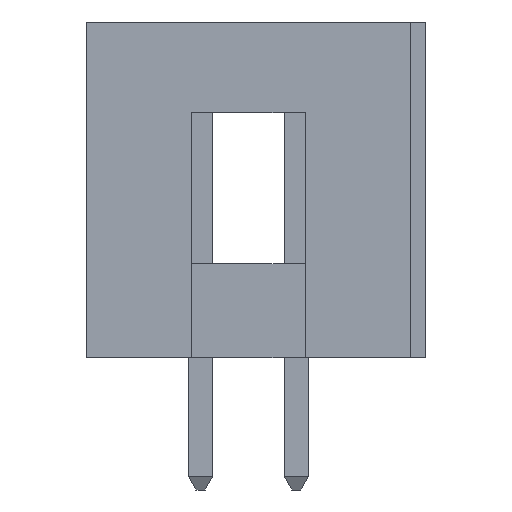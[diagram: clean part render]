
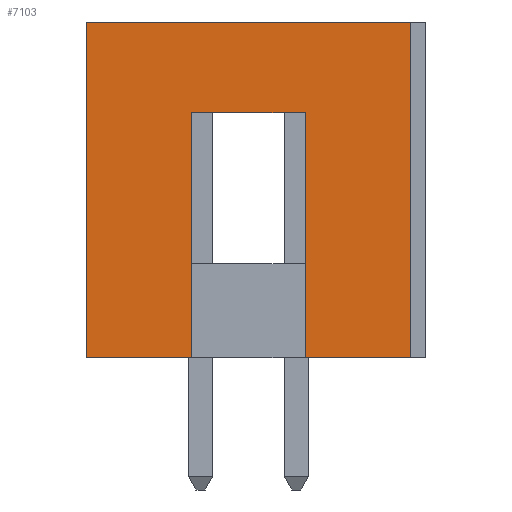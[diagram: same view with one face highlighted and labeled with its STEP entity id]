
A CAD part, left-side view. The second image highlights one B-rep face of the part: STEP entity #7103.
In plain terms, the highlighted planar face has unit normal (-1, 0, 0).
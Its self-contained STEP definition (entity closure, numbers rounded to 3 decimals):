
#9 = EDGE_CURVE ( 'NONE', #211, #10593, #5357, .T. ) ;
#211 = VERTEX_POINT ( 'NONE', #7502 ) ;
#488 = DIRECTION ( 'NONE',  ( -1., 0., 0. ) ) ;
#727 = CARTESIAN_POINT ( 'NONE',  ( 0., 0., 8.9 ) ) ;
#787 = DIRECTION ( 'NONE',  ( 0., 1., 0. ) ) ;
#867 = VECTOR ( 'NONE', #787, 1000. ) ;
#879 = EDGE_CURVE ( 'NONE', #10593, #7414, #5611, .T. ) ;
#1046 = EDGE_CURVE ( 'NONE', #6541, #5929, #4169, .T. ) ;
#1576 = CARTESIAN_POINT ( 'NONE',  ( 0., 2.8, 6.5 ) ) ;
#1608 = DIRECTION ( 'NONE',  ( 0., 1., 0. ) ) ;
#2102 = VERTEX_POINT ( 'NONE', #7374 ) ;
#2131 = CARTESIAN_POINT ( 'NONE',  ( 0., 2.8, 6.5 ) ) ;
#2422 = VERTEX_POINT ( 'NONE', #4307 ) ;
#2496 = EDGE_CURVE ( 'NONE', #6541, #7414, #8890, .T. ) ;
#2522 = ORIENTED_EDGE ( 'NONE', *, *, #9648, .T. ) ;
#2592 = CARTESIAN_POINT ( 'NONE',  ( 0., 0., 8.9 ) ) ;
#2884 = EDGE_LOOP ( 'NONE', ( #11373, #3993, #9203, #2522, #5256, #10327, #8869, #6823 ) ) ;
#2896 = AXIS2_PLACEMENT_3D ( 'NONE', #5823, #488, #6732 ) ;
#2977 = VECTOR ( 'NONE', #7973, 1000. ) ;
#2989 = DIRECTION ( 'NONE',  ( 0., 0., -1. ) ) ;
#3341 = EDGE_CURVE ( 'NONE', #5929, #2422, #9693, .T. ) ;
#3889 = CARTESIAN_POINT ( 'NONE',  ( 0., 5.8, 6.5 ) ) ;
#3993 = ORIENTED_EDGE ( 'NONE', *, *, #879, .F. ) ;
#4026 = PLANE ( 'NONE',  #2896 ) ;
#4077 = VECTOR ( 'NONE', #2989, 1000. ) ;
#4169 = LINE ( 'NONE', #2131, #6559 ) ;
#4307 = CARTESIAN_POINT ( 'NONE',  ( 0., 5.8, 0. ) ) ;
#4478 = LINE ( 'NONE', #5281, #9250 ) ;
#4522 = CARTESIAN_POINT ( 'NONE',  ( 0., 2.8, 0. ) ) ;
#4557 = DIRECTION ( 'NONE',  ( 0., 1., 0. ) ) ;
#4607 = EDGE_CURVE ( 'NONE', #2102, #10062, #4478, .T. ) ;
#5009 = LINE ( 'NONE', #727, #9785 ) ;
#5256 = ORIENTED_EDGE ( 'NONE', *, *, #4607, .T. ) ;
#5281 = CARTESIAN_POINT ( 'NONE',  ( 0., 8.6, 8.9 ) ) ;
#5325 = DIRECTION ( 'NONE',  ( 0., 0., -1. ) ) ;
#5357 = LINE ( 'NONE', #2592, #2977 ) ;
#5611 = LINE ( 'NONE', #11478, #867 ) ;
#5823 = CARTESIAN_POINT ( 'NONE',  ( 0., 0., 8.9 ) ) ;
#5929 = VERTEX_POINT ( 'NONE', #8044 ) ;
#6182 = EDGE_CURVE ( 'NONE', #2422, #10062, #8314, .T. ) ;
#6541 = VERTEX_POINT ( 'NONE', #1576 ) ;
#6559 = VECTOR ( 'NONE', #9303, 1000. ) ;
#6732 = DIRECTION ( 'NONE',  ( 0., 0., 1. ) ) ;
#6817 = CARTESIAN_POINT ( 'NONE',  ( 0., 8.6, 0. ) ) ;
#6823 = ORIENTED_EDGE ( 'NONE', *, *, #1046, .F. ) ;
#7103 = ADVANCED_FACE ( 'NONE', ( #8913 ), #4026, .T. ) ;
#7374 = CARTESIAN_POINT ( 'NONE',  ( 0., 8.6, 8.9 ) ) ;
#7414 = VERTEX_POINT ( 'NONE', #4522 ) ;
#7502 = CARTESIAN_POINT ( 'NONE',  ( 0., 0., 8.9 ) ) ;
#7973 = DIRECTION ( 'NONE',  ( 0., 0., -1. ) ) ;
#8044 = CARTESIAN_POINT ( 'NONE',  ( 0., 5.8, 6.5 ) ) ;
#8314 = LINE ( 'NONE', #10841, #10694 ) ;
#8869 = ORIENTED_EDGE ( 'NONE', *, *, #3341, .F. ) ;
#8890 = LINE ( 'NONE', #9795, #10992 ) ;
#8913 = FACE_OUTER_BOUND ( 'NONE', #2884, .T. ) ;
#9203 = ORIENTED_EDGE ( 'NONE', *, *, #9, .F. ) ;
#9250 = VECTOR ( 'NONE', #11564, 1000. ) ;
#9303 = DIRECTION ( 'NONE',  ( 0., 1., 0. ) ) ;
#9648 = EDGE_CURVE ( 'NONE', #211, #2102, #5009, .T. ) ;
#9693 = LINE ( 'NONE', #3889, #4077 ) ;
#9785 = VECTOR ( 'NONE', #1608, 1000. ) ;
#9795 = CARTESIAN_POINT ( 'NONE',  ( 0., 2.8, 6.5 ) ) ;
#10062 = VERTEX_POINT ( 'NONE', #6817 ) ;
#10327 = ORIENTED_EDGE ( 'NONE', *, *, #6182, .F. ) ;
#10593 = VERTEX_POINT ( 'NONE', #10650 ) ;
#10650 = CARTESIAN_POINT ( 'NONE',  ( 0., 0., 0. ) ) ;
#10694 = VECTOR ( 'NONE', #4557, 1000. ) ;
#10841 = CARTESIAN_POINT ( 'NONE',  ( 0., 0., 0. ) ) ;
#10992 = VECTOR ( 'NONE', #5325, 1000. ) ;
#11373 = ORIENTED_EDGE ( 'NONE', *, *, #2496, .T. ) ;
#11478 = CARTESIAN_POINT ( 'NONE',  ( 0., 0., 0. ) ) ;
#11564 = DIRECTION ( 'NONE',  ( 0., 0., -1. ) ) ;
